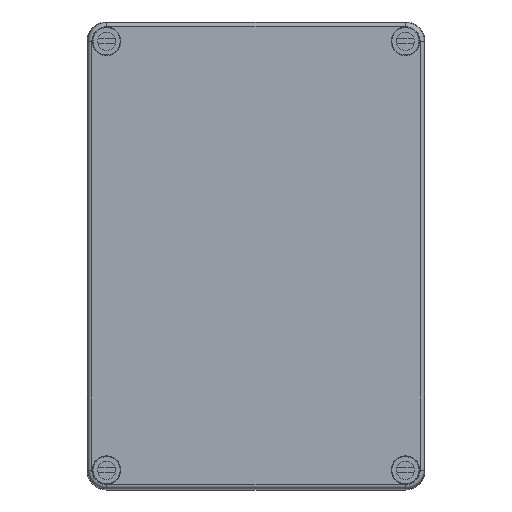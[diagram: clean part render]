
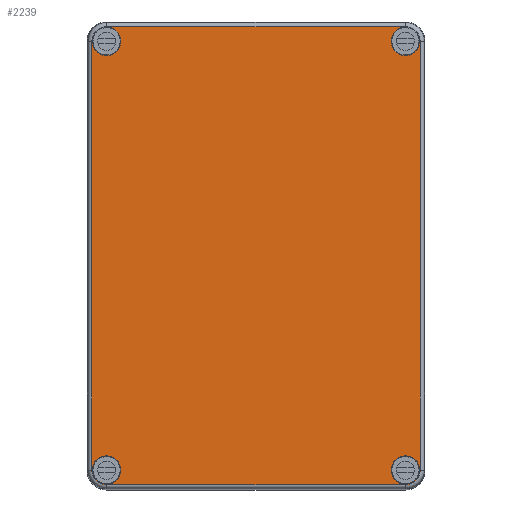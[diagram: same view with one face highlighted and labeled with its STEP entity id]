
A CAD part, top view. The second image highlights one B-rep face of the part: STEP entity #2239.
In plain terms, the highlighted planar face has unit normal (0, 0, 1).
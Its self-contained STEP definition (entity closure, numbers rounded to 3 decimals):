
#2239 = ADVANCED_FACE( '', ( #4741, #4742, #4743, #4744, #4745 ), #4746, .F. );
#4741 = FACE_BOUND( '', #7292, .T. );
#4742 = FACE_BOUND( '', #7293, .T. );
#4743 = FACE_BOUND( '', #7294, .T. );
#4744 = FACE_BOUND( '', #7295, .T. );
#4745 = FACE_OUTER_BOUND( '', #7296, .T. );
#4746 = PLANE( '', #7297 );
#7292 = EDGE_LOOP( '', ( #13267 ) );
#7293 = EDGE_LOOP( '', ( #13268 ) );
#7294 = EDGE_LOOP( '', ( #13269 ) );
#7295 = EDGE_LOOP( '', ( #13270 ) );
#7296 = EDGE_LOOP( '', ( #13271, #13272, #13273, #13274, #13275, #13276, #13277, #13278 ) );
#7297 = AXIS2_PLACEMENT_3D( '', #13279, #13280, #13281 );
#13267 = ORIENTED_EDGE( '', *, *, #16189, .F. );
#13268 = ORIENTED_EDGE( '', *, *, #14254, .F. );
#13269 = ORIENTED_EDGE( '', *, *, #16192, .F. );
#13270 = ORIENTED_EDGE( '', *, *, #15872, .F. );
#13271 = ORIENTED_EDGE( '', *, *, #14341, .T. );
#13272 = ORIENTED_EDGE( '', *, *, #15797, .F. );
#13273 = ORIENTED_EDGE( '', *, *, #15984, .T. );
#13274 = ORIENTED_EDGE( '', *, *, #15646, .T. );
#13275 = ORIENTED_EDGE( '', *, *, #14820, .F. );
#13276 = ORIENTED_EDGE( '', *, *, #16193, .T. );
#13277 = ORIENTED_EDGE( '', *, *, #15467, .F. );
#13278 = ORIENTED_EDGE( '', *, *, #15623, .F. );
#13279 = CARTESIAN_POINT( '', ( -63.173, 82.5, 39. ) );
#13280 = DIRECTION( '', ( 0., 0., -1. ) );
#13281 = DIRECTION( '', ( -1., 0., 0. ) );
#14254 = EDGE_CURVE( '', #16969, #16969, #16970, .T. );
#14341 = EDGE_CURVE( '', #17115, #17116, #17117, .T. );
#14820 = EDGE_CURVE( '', #17904, #17906, #17907, .T. );
#15467 = EDGE_CURVE( '', #18889, #18891, #18892, .T. );
#15623 = EDGE_CURVE( '', #17115, #18889, #19106, .T. );
#15646 = EDGE_CURVE( '', #19133, #17906, #19134, .T. );
#15797 = EDGE_CURVE( '', #19321, #17116, #19323, .T. );
#15872 = EDGE_CURVE( '', #19410, #19410, #19411, .T. );
#15984 = EDGE_CURVE( '', #19321, #19133, #19540, .T. );
#16189 = EDGE_CURVE( '', #19768, #19768, #19769, .T. );
#16192 = EDGE_CURVE( '', #19772, #19772, #19773, .T. );
#16193 = EDGE_CURVE( '', #17904, #18891, #19774, .T. );
#16969 = VERTEX_POINT( '', #20799 );
#16970 = CIRCLE( '', #20800, 5.5 );
#17115 = VERTEX_POINT( '', #21017 );
#17116 = VERTEX_POINT( '', #21018 );
#17117 = CIRCLE( '', #21019, 5.673 );
#17904 = VERTEX_POINT( '', #22016 );
#17906 = VERTEX_POINT( '', #22018 );
#17907 = CIRCLE( '', #22019, 5.673 );
#18889 = VERTEX_POINT( '', #23365 );
#18891 = VERTEX_POINT( '', #23367 );
#18892 = CIRCLE( '', #23368, 5.673 );
#19106 = LINE( '', #23703, #23704 );
#19133 = VERTEX_POINT( '', #23737 );
#19134 = LINE( '', #23738, #23739 );
#19321 = VERTEX_POINT( '', #23988 );
#19323 = LINE( '', #23990, #23991 );
#19410 = VERTEX_POINT( '', #24132 );
#19411 = CIRCLE( '', #24133, 5.5 );
#19540 = CIRCLE( '', #24299, 5.673 );
#19768 = VERTEX_POINT( '', #24598 );
#19769 = CIRCLE( '', #24599, 5.5 );
#19772 = VERTEX_POINT( '', #24602 );
#19773 = CIRCLE( '', #24603, 5.5 );
#19774 = LINE( '', #24604, #24605 );
#20799 = CARTESIAN_POINT( '', ( -52., -82.5, 39. ) );
#20800 = AXIS2_PLACEMENT_3D( '', #25198, #25199, #25200 );
#21017 = CARTESIAN_POINT( '', ( 57.5, -88.173, 39. ) );
#21018 = CARTESIAN_POINT( '', ( 63.173, -82.5, 39. ) );
#21019 = AXIS2_PLACEMENT_3D( '', #25327, #25328, #25329 );
#22016 = CARTESIAN_POINT( '', ( -63.173, 82.5, 39. ) );
#22018 = CARTESIAN_POINT( '', ( -57.5, 88.173, 39. ) );
#22019 = AXIS2_PLACEMENT_3D( '', #26002, #26003, #26004 );
#23365 = CARTESIAN_POINT( '', ( -57.5, -88.173, 39. ) );
#23367 = CARTESIAN_POINT( '', ( -63.173, -82.5, 39. ) );
#23368 = AXIS2_PLACEMENT_3D( '', #26881, #26882, #26883 );
#23703 = CARTESIAN_POINT( '', ( 57.5, -88.173, 39. ) );
#23704 = VECTOR( '', #27045, 1000. );
#23737 = CARTESIAN_POINT( '', ( 57.5, 88.173, 39. ) );
#23738 = CARTESIAN_POINT( '', ( 57.5, 88.173, 39. ) );
#23739 = VECTOR( '', #27073, 1000. );
#23988 = CARTESIAN_POINT( '', ( 63.173, 82.5, 39. ) );
#23990 = CARTESIAN_POINT( '', ( 63.173, 82.5, 39. ) );
#23991 = VECTOR( '', #27220, 1000. );
#24132 = CARTESIAN_POINT( '', ( 63., 82.5, 39. ) );
#24133 = AXIS2_PLACEMENT_3D( '', #27287, #27288, #27289 );
#24299 = AXIS2_PLACEMENT_3D( '', #27390, #27391, #27392 );
#24598 = CARTESIAN_POINT( '', ( -52., 82.5, 39. ) );
#24599 = AXIS2_PLACEMENT_3D( '', #27548, #27549, #27550 );
#24602 = CARTESIAN_POINT( '', ( 63., -82.5, 39. ) );
#24603 = AXIS2_PLACEMENT_3D( '', #27551, #27552, #27553 );
#24604 = CARTESIAN_POINT( '', ( -63.173, 82.5, 39. ) );
#24605 = VECTOR( '', #27554, 1000. );
#25198 = CARTESIAN_POINT( '', ( -57.5, -82.5, 39. ) );
#25199 = DIRECTION( '', ( 0., 0., 1. ) );
#25200 = DIRECTION( '', ( 1., 0., 0. ) );
#25327 = CARTESIAN_POINT( '', ( 57.5, -82.5, 39. ) );
#25328 = DIRECTION( '', ( 0., 0., 1. ) );
#25329 = DIRECTION( '', ( 1., 0., 0. ) );
#26002 = CARTESIAN_POINT( '', ( -57.5, 82.5, 39. ) );
#26003 = DIRECTION( '', ( 0., 0., -1. ) );
#26004 = DIRECTION( '', ( -1., 0., 0. ) );
#26881 = CARTESIAN_POINT( '', ( -57.5, -82.5, 39. ) );
#26882 = DIRECTION( '', ( 0., 0., -1. ) );
#26883 = DIRECTION( '', ( -1., 0., 0. ) );
#27045 = DIRECTION( '', ( -1., 0., 0. ) );
#27073 = DIRECTION( '', ( -1., 0., 0. ) );
#27220 = DIRECTION( '', ( 0., -1., 0. ) );
#27287 = CARTESIAN_POINT( '', ( 57.5, 82.5, 39. ) );
#27288 = DIRECTION( '', ( 0., 0., 1. ) );
#27289 = DIRECTION( '', ( 1., 0., 0. ) );
#27390 = CARTESIAN_POINT( '', ( 57.5, 82.5, 39. ) );
#27391 = DIRECTION( '', ( 0., 0., 1. ) );
#27392 = DIRECTION( '', ( 1., 0., 0. ) );
#27548 = CARTESIAN_POINT( '', ( -57.5, 82.5, 39. ) );
#27549 = DIRECTION( '', ( 0., 0., 1. ) );
#27550 = DIRECTION( '', ( 1., 0., 0. ) );
#27551 = CARTESIAN_POINT( '', ( 57.5, -82.5, 39. ) );
#27552 = DIRECTION( '', ( 0., 0., 1. ) );
#27553 = DIRECTION( '', ( 1., 0., 0. ) );
#27554 = DIRECTION( '', ( 0., -1., 0. ) );
